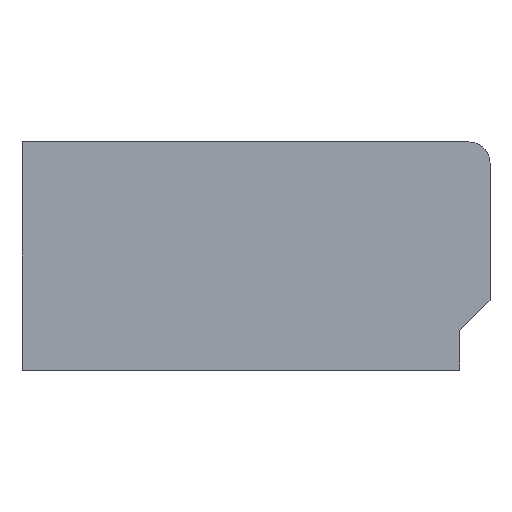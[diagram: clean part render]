
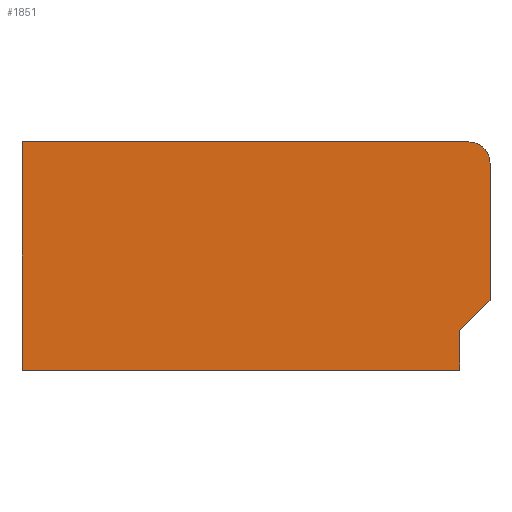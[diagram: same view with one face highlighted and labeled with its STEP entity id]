
A CAD part, front view. The second image highlights one B-rep face of the part: STEP entity #1851.
In plain terms, the highlighted planar face has unit normal (0, -1, 0).
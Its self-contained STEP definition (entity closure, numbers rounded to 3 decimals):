
#1779=CARTESIAN_POINT('',(0.,10.3,24.));
#1780=DIRECTION('',(0.,-1.,0.));
#1781=DIRECTION('',(1.,0.,0.));
#1782=AXIS2_PLACEMENT_3D('',#1779,#1780,#1781);
#1783=PLANE('',#1782);
#1784=CARTESIAN_POINT('',(91.2,10.3,41.));
#1785=VERTEX_POINT('',#1784);
#1786=CARTESIAN_POINT('',(87.2,10.3,45.));
#1787=VERTEX_POINT('',#1786);
#1788=CARTESIAN_POINT('',(87.2,10.3,41.));
#1789=DIRECTION('',(0.,-1.,0.));
#1790=DIRECTION('',(0.,0.,-1.));
#1791=AXIS2_PLACEMENT_3D('',#1788,#1789,#1790);
#1792=CIRCLE('',#1791,4.);
#1793=EDGE_CURVE('',#1785,#1787,#1792,.T.);
#1794=ORIENTED_EDGE('',*,*,#1793,.T.);
#1795=CARTESIAN_POINT('',(2.995,10.3,45.));
#1796=VERTEX_POINT('',#1795);
#1797=CARTESIAN_POINT('',(87.2,10.3,45.));
#1798=DIRECTION('',(-1.,-0.,0.));
#1799=VECTOR('',#1798,84.205);
#1800=LINE('',#1797,#1799);
#1801=EDGE_CURVE('',#1787,#1796,#1800,.T.);
#1802=ORIENTED_EDGE('',*,*,#1801,.T.);
#1803=CARTESIAN_POINT('',(2.995,10.3,2.));
#1804=VERTEX_POINT('',#1803);
#1805=CARTESIAN_POINT('',(2.995,10.3,2.));
#1806=DIRECTION('',(0.,0.,1.));
#1807=VECTOR('',#1806,43.);
#1808=LINE('',#1805,#1807);
#1809=EDGE_CURVE('',#1804,#1796,#1808,.T.);
#1810=ORIENTED_EDGE('',*,*,#1809,.F.);
#1811=CARTESIAN_POINT('',(6.2,10.3,2.));
#1812=VERTEX_POINT('',#1811);
#1813=CARTESIAN_POINT('',(6.2,10.3,2.));
#1814=DIRECTION('',(-1.,-0.,0.));
#1815=VECTOR('',#1814,3.205);
#1816=LINE('',#1813,#1815);
#1817=EDGE_CURVE('',#1812,#1804,#1816,.T.);
#1818=ORIENTED_EDGE('',*,*,#1817,.F.);
#1819=CARTESIAN_POINT('',(85.5,10.3,2.));
#1820=VERTEX_POINT('',#1819);
#1821=CARTESIAN_POINT('',(85.5,10.3,2.));
#1822=DIRECTION('',(-1.,-0.,-0.));
#1823=VECTOR('',#1822,79.3);
#1824=LINE('',#1821,#1823);
#1825=EDGE_CURVE('',#1820,#1812,#1824,.T.);
#1826=ORIENTED_EDGE('',*,*,#1825,.F.);
#1827=CARTESIAN_POINT('',(85.5,10.3,9.426));
#1828=VERTEX_POINT('',#1827);
#1829=CARTESIAN_POINT('',(85.5,10.3,2.));
#1830=DIRECTION('',(-0.,0.,1.));
#1831=VECTOR('',#1830,7.426);
#1832=LINE('',#1829,#1831);
#1833=EDGE_CURVE('',#1820,#1828,#1832,.T.);
#1834=ORIENTED_EDGE('',*,*,#1833,.T.);
#1835=CARTESIAN_POINT('',(91.2,10.3,15.022));
#1836=VERTEX_POINT('',#1835);
#1837=CARTESIAN_POINT('',(85.5,10.3,9.426));
#1838=DIRECTION('',(0.714,0.,0.701));
#1839=VECTOR('',#1838,7.988);
#1840=LINE('',#1837,#1839);
#1841=EDGE_CURVE('',#1828,#1836,#1840,.T.);
#1842=ORIENTED_EDGE('',*,*,#1841,.T.);
#1843=CARTESIAN_POINT('',(91.2,10.3,41.));
#1844=DIRECTION('',(0.,0.,-1.));
#1845=VECTOR('',#1844,25.978);
#1846=LINE('',#1843,#1845);
#1847=EDGE_CURVE('',#1785,#1836,#1846,.T.);
#1848=ORIENTED_EDGE('',*,*,#1847,.F.);
#1849=EDGE_LOOP('',(#1794,#1802,#1810,#1818,#1826,#1834,#1842,#1848));
#1850=FACE_BOUND('',#1849,.T.);
#1851=ADVANCED_FACE('',(#1850),#1783,.T.);
